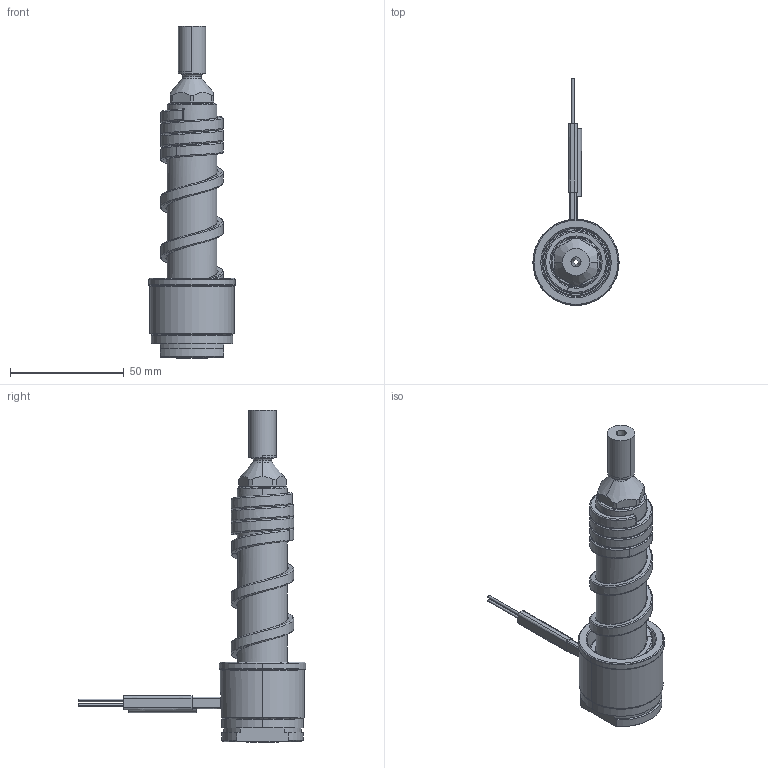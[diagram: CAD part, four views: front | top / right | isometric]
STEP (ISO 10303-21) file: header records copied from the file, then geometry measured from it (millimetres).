
FILE_DESCRIPTION((''),'2;1');
FILE_NAME('LS-126-APO-H','2014-02-14T',('Íàòàëüÿ'),('IMID'),'PRO/ENGINEER BY PARAMETRIC TECHNOLOGY CORPORATION, 2010480','PRO/ENGINEER BY PARAMETRIC TECHNOLOGY CORPORATION, 2010480','');
FILE_SCHEMA(('CONFIG_CONTROL_DESIGN'));
Length unit declared in the file: millimetre
Products named in the file (1): LS-126-APO-H
Bounding box: 38 x 100 x 146.2 mm (x, y, z)
Volume: 66584.7 mm3; surface area: 30280 mm2
Topology: 1 solids, 8 shells, 290 faces, 741 edges, 444 vertices
Faces by surface type: cylinder 94, bspline 54, cone 50, plane 47, torus 26, revolution 9, extrusion 8, sphere 2
Entity records: 16333 total; most frequent: CARTESIAN_POINT 9665, ORIENTED_EDGE 1442, DIRECTION 1278, EDGE_CURVE 733, AXIS2_PLACEMENT_3D 504, VERTEX_POINT 444, EDGE_LOOP 311, FACE_OUTER_BOUND 290
